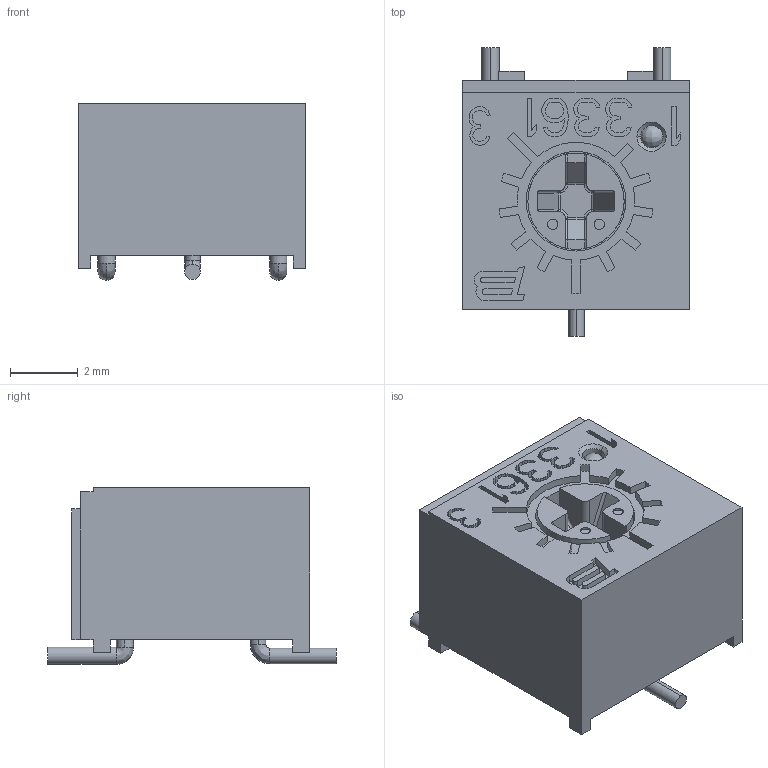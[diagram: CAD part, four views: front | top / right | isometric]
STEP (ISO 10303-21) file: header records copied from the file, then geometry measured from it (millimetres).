
FILE_DESCRIPTION (( 'STEP AP214' ), '1' );
FILE_NAME ('3361p-1-103glf.STEP', '2023-11-29T09:13:04', ( '' ), ( '' ), 'SwSTEP 2.0', 'SolidWorks 2023', '' );
FILE_SCHEMA (( 'AUTOMOTIVE_DESIGN' ));
Length unit declared in the file: millimetre
Products named in the file (1): 3361p-1-103glf
Bounding box: 6.71 x 8.53 x 5.23 mm (x, y, z)
Volume: 200.3 mm3; surface area: 294 mm2
Topology: 1 solids, 8 shells, 492 faces, 1347 edges, 886 vertices
Faces by surface type: plane 385, cylinder 79, bspline 26, cone 2
Entity records: 16163 total; most frequent: CARTESIAN_POINT 3546, ORIENTED_EDGE 2686, DIRECTION 2371, EDGE_CURVE 1343, VECTOR 1121, LINE 1121, VERTEX_POINT 886, AXIS2_PLACEMENT_3D 625
